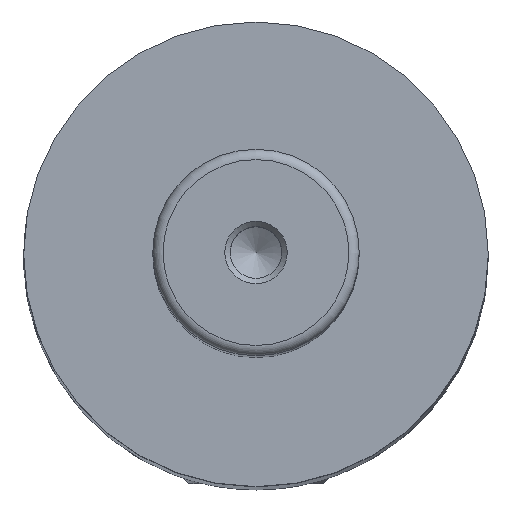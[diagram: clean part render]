
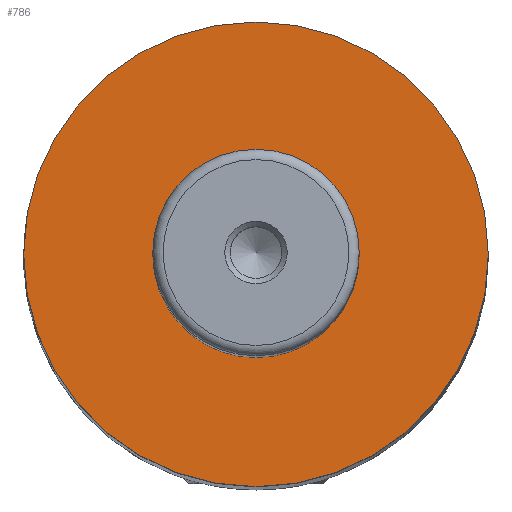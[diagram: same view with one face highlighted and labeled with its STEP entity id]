
A CAD part, top view. The second image highlights one B-rep face of the part: STEP entity #786.
In plain terms, the highlighted planar face has unit normal (0, 0, 1).
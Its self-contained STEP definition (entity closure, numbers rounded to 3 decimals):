
#19=FACE_BOUND('',#260,.T.);
#27=PLANE('',#900);
#212=FACE_OUTER_BOUND('',#259,.T.);
#259=EDGE_LOOP('',(#670,#671));
#260=EDGE_LOOP('',(#672,#673));
#320=CIRCLE('',#879,10.);
#321=CIRCLE('',#880,10.);
#322=CIRCLE('',#882,22.5);
#323=CIRCLE('',#883,22.5);
#375=VERTEX_POINT('',#1303);
#376=VERTEX_POINT('',#1304);
#377=VERTEX_POINT('',#1309);
#378=VERTEX_POINT('',#1311);
#468=EDGE_CURVE('',#375,#376,#320,.T.);
#469=EDGE_CURVE('',#376,#375,#321,.T.);
#472=EDGE_CURVE('',#377,#378,#322,.T.);
#473=EDGE_CURVE('',#378,#377,#323,.T.);
#670=ORIENTED_EDGE('',*,*,#473,.F.);
#671=ORIENTED_EDGE('',*,*,#472,.F.);
#672=ORIENTED_EDGE('',*,*,#468,.T.);
#673=ORIENTED_EDGE('',*,*,#469,.T.);
#786=ADVANCED_FACE('',(#212,#19),#27,.T.);
#879=AXIS2_PLACEMENT_3D('',#1305,#1043,#1044);
#880=AXIS2_PLACEMENT_3D('',#1306,#1045,#1046);
#882=AXIS2_PLACEMENT_3D('',#1312,#1051,#1052);
#883=AXIS2_PLACEMENT_3D('',#1313,#1053,#1054);
#900=AXIS2_PLACEMENT_3D('',#1372,#1095,#1096);
#1043=DIRECTION('center_axis',(0.,0.,-1.));
#1044=DIRECTION('ref_axis',(-1.,0.,0.));
#1045=DIRECTION('center_axis',(0.,0.,-1.));
#1046=DIRECTION('ref_axis',(-1.,0.,0.));
#1051=DIRECTION('center_axis',(0.,0.,-1.));
#1052=DIRECTION('ref_axis',(-1.,0.,0.));
#1053=DIRECTION('center_axis',(0.,0.,-1.));
#1054=DIRECTION('ref_axis',(-1.,0.,0.));
#1095=DIRECTION('center_axis',(0.,0.,1.));
#1096=DIRECTION('ref_axis',(1.,0.,0.));
#1303=CARTESIAN_POINT('',(-10.,0.,183.));
#1304=CARTESIAN_POINT('',(10.,0.,183.));
#1305=CARTESIAN_POINT('Origin',(0.,0.,183.));
#1306=CARTESIAN_POINT('Origin',(0.,0.,183.));
#1309=CARTESIAN_POINT('',(22.5,0.,183.));
#1311=CARTESIAN_POINT('',(-22.5,0.,183.));
#1312=CARTESIAN_POINT('Origin',(0.,0.,183.));
#1313=CARTESIAN_POINT('Origin',(0.,0.,183.));
#1372=CARTESIAN_POINT('Origin',(-18.,0.,183.));
